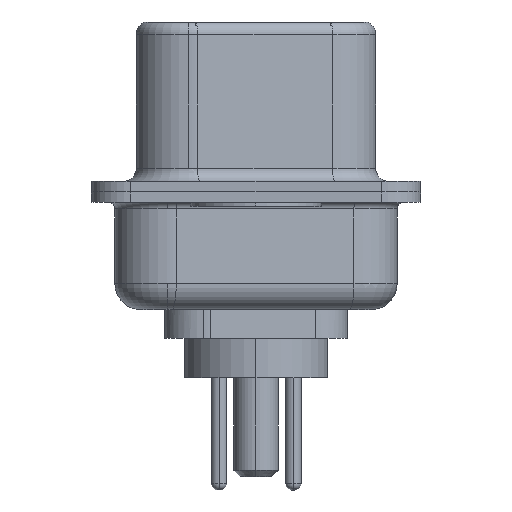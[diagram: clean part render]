
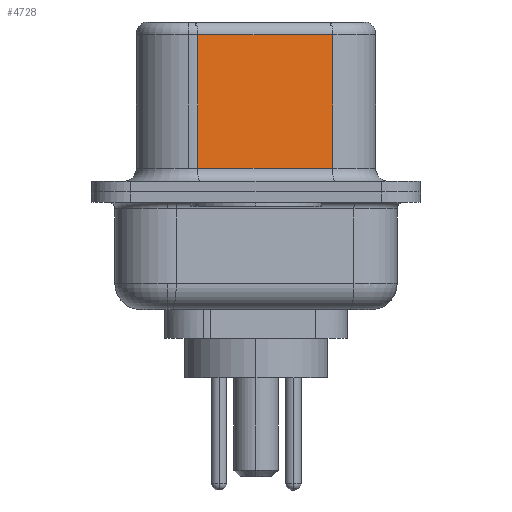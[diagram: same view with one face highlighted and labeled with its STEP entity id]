
A CAD part, left-side view. The second image highlights one B-rep face of the part: STEP entity #4728.
In plain terms, the highlighted planar face has unit normal (-0.985, -0.174, 0).
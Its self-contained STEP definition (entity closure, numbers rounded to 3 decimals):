
#88 = ORIENTED_EDGE ( 'NONE', *, *, #9324, .T. ) ;
#207 = FACE_OUTER_BOUND ( 'NONE', #4576, .T. ) ;
#457 = LINE ( 'NONE', #12793, #13875 ) ;
#690 = VERTEX_POINT ( 'NONE', #5169 ) ;
#2649 = DIRECTION ( 'NONE',  ( 0.985, 0.174, 0. ) ) ;
#2705 = DIRECTION ( 'NONE',  ( -0.174, 0.985, 0. ) ) ;
#3786 = CARTESIAN_POINT ( 'NONE',  ( 4.58, -2.927, 6.52 ) ) ;
#4044 = EDGE_CURVE ( 'NONE', #690, #12755, #457, .T. ) ;
#4201 = LINE ( 'NONE', #4697, #11173 ) ;
#4262 = ORIENTED_EDGE ( 'NONE', *, *, #15008, .T. ) ;
#4576 = EDGE_LOOP ( 'NONE', ( #4987, #4262, #88, #10302 ) ) ;
#4688 = VERTEX_POINT ( 'NONE', #8263 ) ;
#4697 = CARTESIAN_POINT ( 'NONE',  ( 4.58, -2.927, 6.52 ) ) ;
#4728 = ADVANCED_FACE ( 'NONE', ( #207 ), #17291, .F. ) ;
#4945 = EDGE_CURVE ( 'NONE', #13019, #12755, #4201, .T. ) ;
#4987 = ORIENTED_EDGE ( 'NONE', *, *, #4945, .F. ) ;
#5169 = CARTESIAN_POINT ( 'NONE',  ( 3.67, 2.233, 0.9 ) ) ;
#5531 = LINE ( 'NONE', #14355, #15584 ) ;
#8074 = CARTESIAN_POINT ( 'NONE',  ( 4.58, -2.927, 6.02 ) ) ;
#8263 = CARTESIAN_POINT ( 'NONE',  ( 3.67, 2.233, 6.02 ) ) ;
#8496 = VECTOR ( 'NONE', #15832, 1000. ) ;
#9324 = EDGE_CURVE ( 'NONE', #4688, #690, #5531, .T. ) ;
#10302 = ORIENTED_EDGE ( 'NONE', *, *, #4044, .T. ) ;
#11173 = VECTOR ( 'NONE', #16502, 1000. ) ;
#11975 = AXIS2_PLACEMENT_3D ( 'NONE', #3786, #2649, #2705 ) ;
#12110 = DIRECTION ( 'NONE',  ( 0., 0., -1. ) ) ;
#12755 = VERTEX_POINT ( 'NONE', #12797 ) ;
#12793 = CARTESIAN_POINT ( 'NONE',  ( 4.58, -2.927, 0.9 ) ) ;
#12797 = CARTESIAN_POINT ( 'NONE',  ( 4.58, -2.927, 0.9 ) ) ;
#12822 = LINE ( 'NONE', #14613, #8496 ) ;
#13019 = VERTEX_POINT ( 'NONE', #8074 ) ;
#13875 = VECTOR ( 'NONE', #16109, 1000. ) ;
#14355 = CARTESIAN_POINT ( 'NONE',  ( 3.67, 2.233, 6.52 ) ) ;
#14613 = CARTESIAN_POINT ( 'NONE',  ( 4.58, -2.927, 6.02 ) ) ;
#15008 = EDGE_CURVE ( 'NONE', #13019, #4688, #12822, .T. ) ;
#15584 = VECTOR ( 'NONE', #12110, 1000. ) ;
#15832 = DIRECTION ( 'NONE',  ( -0.174, 0.985, 0. ) ) ;
#16109 = DIRECTION ( 'NONE',  ( 0.174, -0.985, 0. ) ) ;
#16502 = DIRECTION ( 'NONE',  ( 0., 0., -1. ) ) ;
#17291 = PLANE ( 'NONE',  #11975 ) ;
